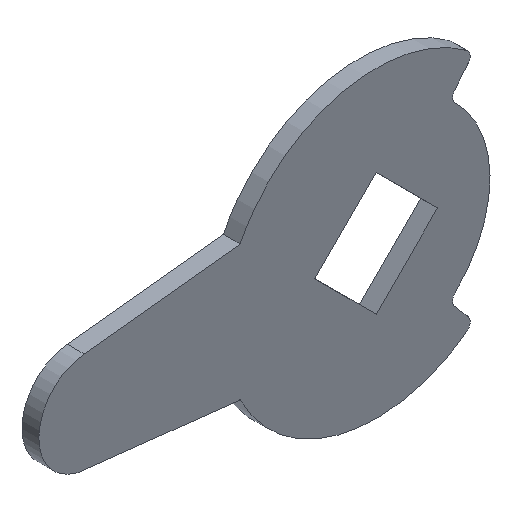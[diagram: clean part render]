
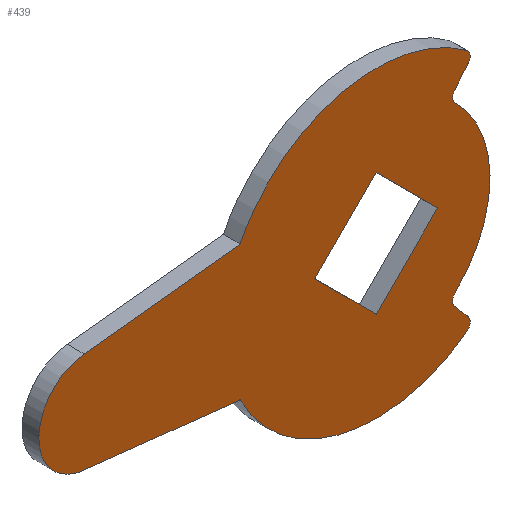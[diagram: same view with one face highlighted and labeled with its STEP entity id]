
A CAD part, isometric view. The second image highlights one B-rep face of the part: STEP entity #439.
In plain terms, the highlighted free-form (B-spline) face has degree [1, 1] with [2, 2] control points.
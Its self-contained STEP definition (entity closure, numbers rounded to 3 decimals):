
#242=CARTESIAN_POINT('',(-42.672,-2.,19.798));
#243=CARTESIAN_POINT('',(16.172,-2.,19.798));
#244=CARTESIAN_POINT('',(-42.672,-2.,-19.798));
#245=CARTESIAN_POINT('',(16.172,-2.,-19.798));
#246=B_SPLINE_SURFACE_WITH_KNOTS('',1,1,((#242,#244),(#243,#245)),.UNSPECIFIED.,.F.,.F.,.U.,(2,2),(2,2),(0.0,58.844),(0.0,39.596),.UNSPECIFIED.);
#247=CARTESIAN_POINT('',(-16.125,-2.,-8.));
#248=VERTEX_POINT('',#247);
#249=CARTESIAN_POINT('',(-34.677,-2.,-5.962));
#250=VERTEX_POINT('',#249);
#251=CARTESIAN_POINT('',(-16.125,-2.,-8.));
#252=CARTESIAN_POINT('',(-34.677,-2.,-5.962));
#253=QUASI_UNIFORM_CURVE('',1,(#251,#252),.UNSPECIFIED.,.F.,.U.);
#254=EDGE_CURVE('',#248,#250,#253,.T.);
#255=ORIENTED_EDGE('',*,*,#254,.F.);
#256=CARTESIAN_POINT('',(10.739,-2.,-14.445));
#257=VERTEX_POINT('',#256);
#258=CARTESIAN_POINT('',(-16.125,-2.,-8.));
#259=CARTESIAN_POINT('',(-12.384,-2.,-15.54));
#260=CARTESIAN_POINT('',(-4.2,-2.,-17.503));
#261=CARTESIAN_POINT('',(3.985,-2.,-19.467));
#262=CARTESIAN_POINT('',(10.739,-2.,-14.445));
#270=(BOUNDED_CURVE()B_SPLINE_CURVE(2,(#258,#259,#260,#261,#262),.UNSPECIFIED.,.F.,.U.)B_SPLINE_CURVE_WITH_KNOTS((3,2,3),(0.0,0.5,1.0),.UNSPECIFIED.)CURVE()GEOMETRIC_REPRESENTATION_ITEM()RATIONAL_B_SPLINE_CURVE((1.0,0.906,1.0,0.906,1.0))REPRESENTATION_ITEM(''));
#271=EDGE_CURVE('',#248,#257,#270,.T.);
#272=ORIENTED_EDGE('',*,*,#271,.T.);
#273=CARTESIAN_POINT('',(10.904,-2.,-12.995));
#274=VERTEX_POINT('',#273);
#275=CARTESIAN_POINT('',(10.739,-2.,-14.445));
#276=CARTESIAN_POINT('',(11.087,-2.,-14.187));
#277=CARTESIAN_POINT('',(11.136,-2.,-13.756));
#278=CARTESIAN_POINT('',(11.185,-2.,-13.325));
#279=CARTESIAN_POINT('',(10.904,-2.,-12.995));
#287=(BOUNDED_CURVE()B_SPLINE_CURVE(2,(#275,#276,#277,#278,#279),.UNSPECIFIED.,.F.,.U.)B_SPLINE_CURVE_WITH_KNOTS((3,2,3),(0.0,0.5,1.0),.UNSPECIFIED.)CURVE()GEOMETRIC_REPRESENTATION_ITEM()RATIONAL_B_SPLINE_CURVE((1.0,0.917,1.0,0.917,1.0))REPRESENTATION_ITEM(''));
#288=EDGE_CURVE('',#257,#274,#287,.T.);
#289=ORIENTED_EDGE('',*,*,#288,.T.);
#290=CARTESIAN_POINT('',(9.303,-2.,-11.087));
#291=VERTEX_POINT('',#290);
#292=CARTESIAN_POINT('',(9.303,-2.,-11.087));
#293=CARTESIAN_POINT('',(10.904,-2.,-12.995));
#294=QUASI_UNIFORM_CURVE('',1,(#292,#293),.UNSPECIFIED.,.F.,.U.);
#295=EDGE_CURVE('',#291,#274,#294,.T.);
#296=ORIENTED_EDGE('',*,*,#295,.F.);
#297=CARTESIAN_POINT('',(9.37,-2.,-9.718));
#298=VERTEX_POINT('',#297);
#299=CARTESIAN_POINT('',(9.37,-2.,-9.718));
#300=CARTESIAN_POINT('',(8.694,-2.,-10.371));
#301=CARTESIAN_POINT('',(9.303,-2.,-11.087));
#309=(BOUNDED_CURVE()B_SPLINE_CURVE(2,(#299,#300,#301),.UNSPECIFIED.,.F.,.U.)CURVE()GEOMETRIC_REPRESENTATION_ITEM()QUASI_UNIFORM_CURVE()RATIONAL_B_SPLINE_CURVE((1.0,0.729,1.0))REPRESENTATION_ITEM(''));
#310=EDGE_CURVE('',#298,#291,#309,.T.);
#311=ORIENTED_EDGE('',*,*,#310,.F.);
#312=CARTESIAN_POINT('',(9.37,-2.,9.719));
#313=VERTEX_POINT('',#312);
#314=CARTESIAN_POINT('',(9.37,-2.,-9.718));
#315=CARTESIAN_POINT('',(13.5,-2.,-5.737));
#316=CARTESIAN_POINT('',(13.5,-2.,0.));
#317=CARTESIAN_POINT('',(13.5,-2.,5.737));
#318=CARTESIAN_POINT('',(9.37,-2.,9.719));
#326=(BOUNDED_CURVE()B_SPLINE_CURVE(2,(#314,#315,#316,#317,#318),.UNSPECIFIED.,.F.,.U.)B_SPLINE_CURVE_WITH_KNOTS((3,2,3),(0.0,0.5,1.0),.UNSPECIFIED.)CURVE()GEOMETRIC_REPRESENTATION_ITEM()RATIONAL_B_SPLINE_CURVE((1.0,0.92,1.0,0.92,1.0))REPRESENTATION_ITEM(''));
#327=EDGE_CURVE('',#298,#313,#326,.T.);
#328=ORIENTED_EDGE('',*,*,#327,.T.);
#329=CARTESIAN_POINT('',(9.303,-2.,11.087));
#330=VERTEX_POINT('',#329);
#331=CARTESIAN_POINT('',(9.303,-2.,11.087));
#332=CARTESIAN_POINT('',(8.693,-2.,10.371));
#333=CARTESIAN_POINT('',(9.37,-2.,9.719));
#341=(BOUNDED_CURVE()B_SPLINE_CURVE(2,(#331,#332,#333),.UNSPECIFIED.,.F.,.U.)CURVE()GEOMETRIC_REPRESENTATION_ITEM()QUASI_UNIFORM_CURVE()RATIONAL_B_SPLINE_CURVE((1.0,0.729,1.0))REPRESENTATION_ITEM(''));
#342=EDGE_CURVE('',#330,#313,#341,.T.);
#343=ORIENTED_EDGE('',*,*,#342,.F.);
#344=CARTESIAN_POINT('',(10.904,-2.,12.995));
#345=VERTEX_POINT('',#344);
#346=CARTESIAN_POINT('',(10.904,-2.,12.995));
#347=CARTESIAN_POINT('',(9.303,-2.,11.087));
#348=QUASI_UNIFORM_CURVE('',1,(#346,#347),.UNSPECIFIED.,.F.,.U.);
#349=EDGE_CURVE('',#345,#330,#348,.T.);
#350=ORIENTED_EDGE('',*,*,#349,.F.);
#351=CARTESIAN_POINT('',(10.739,-2.,14.446));
#352=VERTEX_POINT('',#351);
#353=CARTESIAN_POINT('',(10.904,-2.,12.995));
#354=CARTESIAN_POINT('',(11.185,-2.,13.325));
#355=CARTESIAN_POINT('',(11.136,-2.,13.756));
#356=CARTESIAN_POINT('',(11.087,-2.,14.187));
#357=CARTESIAN_POINT('',(10.739,-2.,14.446));
#365=(BOUNDED_CURVE()B_SPLINE_CURVE(2,(#353,#354,#355,#356,#357),.UNSPECIFIED.,.F.,.U.)B_SPLINE_CURVE_WITH_KNOTS((3,2,3),(0.0,0.5,1.0),.UNSPECIFIED.)CURVE()GEOMETRIC_REPRESENTATION_ITEM()RATIONAL_B_SPLINE_CURVE((1.0,0.917,1.0,0.917,1.0))REPRESENTATION_ITEM(''));
#366=EDGE_CURVE('',#345,#352,#365,.T.);
#367=ORIENTED_EDGE('',*,*,#366,.T.);
#368=CARTESIAN_POINT('',(-16.125,-2.,8.));
#369=VERTEX_POINT('',#368);
#370=CARTESIAN_POINT('',(10.739,-2.,14.446));
#371=CARTESIAN_POINT('',(3.985,-2.,19.467));
#372=CARTESIAN_POINT('',(-4.2,-2.,17.503));
#373=CARTESIAN_POINT('',(-12.384,-2.,15.54));
#374=CARTESIAN_POINT('',(-16.125,-2.,8.));
#382=(BOUNDED_CURVE()B_SPLINE_CURVE(2,(#370,#371,#372,#373,#374),.UNSPECIFIED.,.F.,.U.)B_SPLINE_CURVE_WITH_KNOTS((3,2,3),(0.0,0.5,1.0),.UNSPECIFIED.)CURVE()GEOMETRIC_REPRESENTATION_ITEM()RATIONAL_B_SPLINE_CURVE((1.0,0.906,1.0,0.906,1.0))REPRESENTATION_ITEM(''));
#383=EDGE_CURVE('',#352,#369,#382,.T.);
#384=ORIENTED_EDGE('',*,*,#383,.T.);
#385=CARTESIAN_POINT('',(-34.633,-2.,5.966));
#386=VERTEX_POINT('',#385);
#387=CARTESIAN_POINT('',(-34.633,-2.,5.966));
#388=CARTESIAN_POINT('',(-16.125,-2.,8.));
#389=QUASI_UNIFORM_CURVE('',1,(#387,#388),.UNSPECIFIED.,.F.,.U.);
#390=EDGE_CURVE('',#386,#369,#389,.T.);
#391=ORIENTED_EDGE('',*,*,#390,.F.);
#392=CARTESIAN_POINT('',(-34.633,-2.,5.966));
#393=CARTESIAN_POINT('',(-39.98,-2.,5.399));
#394=CARTESIAN_POINT('',(-40.,-2.,0.022));
#395=CARTESIAN_POINT('',(-40.02,-2.,-5.355));
#396=CARTESIAN_POINT('',(-34.677,-2.,-5.962));
#404=(BOUNDED_CURVE()B_SPLINE_CURVE(2,(#392,#393,#394,#395,#396),.UNSPECIFIED.,.F.,.U.)B_SPLINE_CURVE_WITH_KNOTS((3,2,3),(0.0,0.5,1.0),.UNSPECIFIED.)CURVE()GEOMETRIC_REPRESENTATION_ITEM()RATIONAL_B_SPLINE_CURVE((1.0,0.745,1.0,0.745,1.0))REPRESENTATION_ITEM(''));
#405=EDGE_CURVE('',#386,#250,#404,.T.);
#406=ORIENTED_EDGE('',*,*,#405,.T.);
#407=EDGE_LOOP('',(#255,#272,#289,#296,#311,#328,#343,#350,#367,#384,#391,#406));
#408=FACE_OUTER_BOUND('',#407,.T.);
#409=CARTESIAN_POINT('',(0.,-2.,-7.283));
#410=VERTEX_POINT('',#409);
#411=CARTESIAN_POINT('',(-7.283,-2.,0.0));
#412=VERTEX_POINT('',#411);
#413=CARTESIAN_POINT('',(0.,-2.,-7.283));
#414=CARTESIAN_POINT('',(-7.283,-2.,0.0));
#415=QUASI_UNIFORM_CURVE('',1,(#413,#414),.UNSPECIFIED.,.F.,.U.);
#416=EDGE_CURVE('',#410,#412,#415,.T.);
#417=ORIENTED_EDGE('',*,*,#416,.T.);
#418=CARTESIAN_POINT('',(0.,-2.,7.283));
#419=VERTEX_POINT('',#418);
#420=CARTESIAN_POINT('',(-7.283,-2.,0.0));
#421=CARTESIAN_POINT('',(0.,-2.,7.283));
#422=QUASI_UNIFORM_CURVE('',1,(#420,#421),.UNSPECIFIED.,.F.,.U.);
#423=EDGE_CURVE('',#412,#419,#422,.T.);
#424=ORIENTED_EDGE('',*,*,#423,.T.);
#425=CARTESIAN_POINT('',(7.283,-2.,0.0));
#426=VERTEX_POINT('',#425);
#427=CARTESIAN_POINT('',(0.,-2.,7.283));
#428=CARTESIAN_POINT('',(7.283,-2.,0.0));
#429=QUASI_UNIFORM_CURVE('',1,(#427,#428),.UNSPECIFIED.,.F.,.U.);
#430=EDGE_CURVE('',#419,#426,#429,.T.);
#431=ORIENTED_EDGE('',*,*,#430,.T.);
#432=CARTESIAN_POINT('',(7.283,-2.,0.0));
#433=CARTESIAN_POINT('',(0.,-2.,-7.283));
#434=QUASI_UNIFORM_CURVE('',1,(#432,#433),.UNSPECIFIED.,.F.,.U.);
#435=EDGE_CURVE('',#426,#410,#434,.T.);
#436=ORIENTED_EDGE('',*,*,#435,.T.);
#437=EDGE_LOOP('',(#417,#424,#431,#436));
#438=FACE_BOUND('',#437,.T.);
#439=ADVANCED_FACE('',(#408,#438),#246,.F.);
